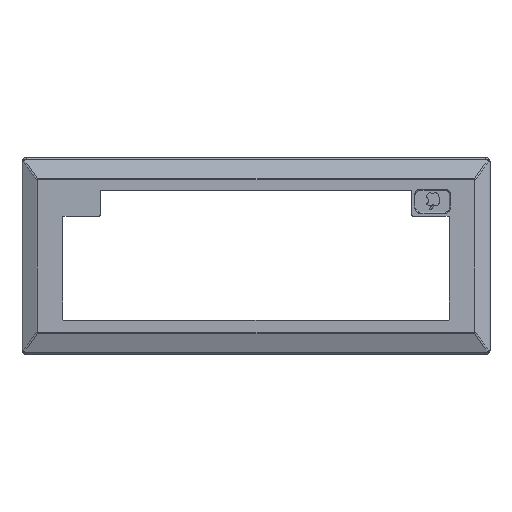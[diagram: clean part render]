
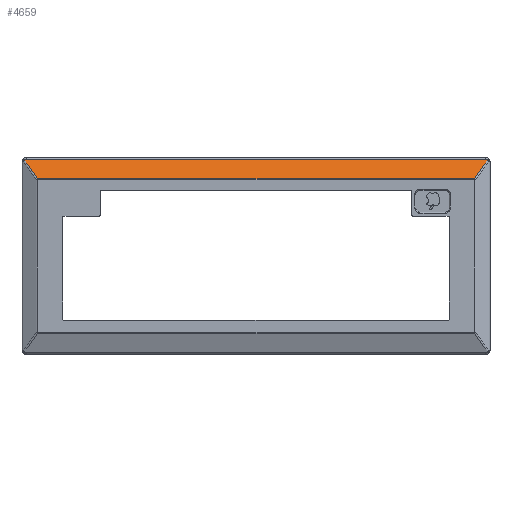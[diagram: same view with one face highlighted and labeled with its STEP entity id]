
A CAD part, top view. The second image highlights one B-rep face of the part: STEP entity #4659.
In plain terms, the highlighted planar face has unit normal (0, 0.369, 0.929).
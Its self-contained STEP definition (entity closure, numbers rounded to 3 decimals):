
#124=ELLIPSE('',#5019,1.076,1.);
#126=ELLIPSE('',#5023,1.076,1.);
#537=FACE_OUTER_BOUND('',#825,.T.);
#825=EDGE_LOOP('',(#4110,#4111,#4112,#4113,#4114,#4115));
#1312=LINE('',#8192,#1802);
#1314=LINE('',#8195,#1804);
#1315=LINE('',#8227,#1805);
#1321=LINE('',#8310,#1811);
#1802=VECTOR('',#6139,10.);
#1804=VECTOR('',#6143,10.);
#1805=VECTOR('',#6152,10.);
#1811=VECTOR('',#6178,10.);
#2209=VERTEX_POINT('',#8103);
#2215=VERTEX_POINT('',#8164);
#2220=VERTEX_POINT('',#8180);
#2222=VERTEX_POINT('',#8185);
#2223=VERTEX_POINT('',#8221);
#2224=VERTEX_POINT('',#8225);
#2847=EDGE_CURVE('',#2215,#2222,#1312,.T.);
#2849=EDGE_CURVE('',#2222,#2220,#1314,.T.);
#2851=EDGE_CURVE('',#2220,#2223,#124,.T.);
#2853=EDGE_CURVE('',#2223,#2224,#1315,.T.);
#2855=EDGE_CURVE('',#2224,#2209,#126,.T.);
#2865=EDGE_CURVE('',#2209,#2215,#1321,.T.);
#4110=ORIENTED_EDGE('',*,*,#2847,.F.);
#4111=ORIENTED_EDGE('',*,*,#2865,.F.);
#4112=ORIENTED_EDGE('',*,*,#2855,.F.);
#4113=ORIENTED_EDGE('',*,*,#2853,.F.);
#4114=ORIENTED_EDGE('',*,*,#2851,.F.);
#4115=ORIENTED_EDGE('',*,*,#2849,.F.);
#4415=PLANE('',#5038);
#4659=ADVANCED_FACE('',(#537),#4415,.F.);
#5019=AXIS2_PLACEMENT_3D('',#8223,#6146,#6147);
#5023=AXIS2_PLACEMENT_3D('',#8254,#6155,#6156);
#5038=AXIS2_PLACEMENT_3D('',#8372,#6194,#6195);
#6139=DIRECTION('',(-1.,0.,0.));
#6143=DIRECTION('',(-0.538,0.783,-0.311));
#6146=DIRECTION('center_axis',(0.,-0.369,-0.929));
#6147=DIRECTION('ref_axis',(0.,0.929,-0.369));
#6152=DIRECTION('',(1.,0.,0.));
#6155=DIRECTION('center_axis',(0.,-0.369,-0.929));
#6156=DIRECTION('ref_axis',(0.,0.929,-0.369));
#6178=DIRECTION('',(-0.538,-0.783,0.311));
#6194=DIRECTION('center_axis',(0.,-0.369,-0.929));
#6195=DIRECTION('ref_axis',(0.,0.929,-0.369));
#8103=CARTESIAN_POINT('',(167.925,154.5,7.965));
#8164=CARTESIAN_POINT('',(158.464,140.739,13.427));
#8180=CARTESIAN_POINT('',(-173.675,154.5,7.965));
#8185=CARTESIAN_POINT('',(-164.214,140.739,13.427));
#8192=CARTESIAN_POINT('',(-89.313,140.739,13.427));
#8195=CARTESIAN_POINT('',(-138.536,103.389,28.25));
#8221=CARTESIAN_POINT('',(-172.75,155.121,7.719));
#8223=CARTESIAN_POINT('Origin',(-172.75,154.121,8.116));
#8225=CARTESIAN_POINT('',(167.,155.121,7.719));
#8227=CARTESIAN_POINT('',(-4.375,155.121,7.719));
#8254=CARTESIAN_POINT('Origin',(167.,154.121,8.116));
#8310=CARTESIAN_POINT('',(84.788,33.573,55.958));
#8372=CARTESIAN_POINT('Origin',(-175.75,140.383,13.568));
